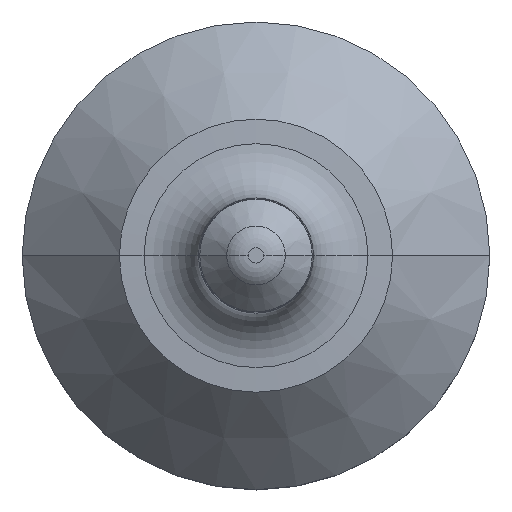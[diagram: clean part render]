
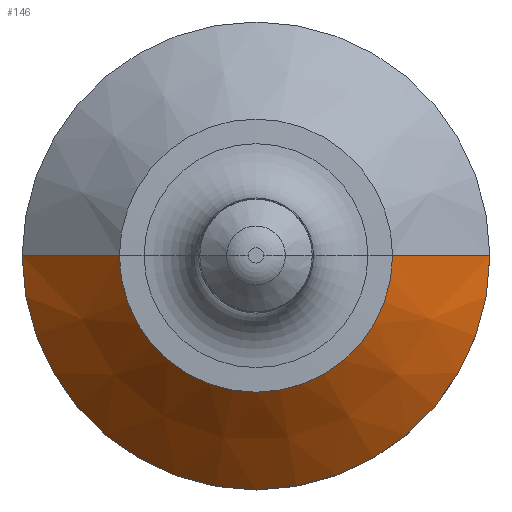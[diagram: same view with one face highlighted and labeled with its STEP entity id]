
A CAD part, top view. The second image highlights one B-rep face of the part: STEP entity #146.
In plain terms, the highlighted conical face has half-angle 44.999 degrees and reference radius 1.782 mm.
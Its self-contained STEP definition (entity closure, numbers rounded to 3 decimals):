
#9 = EDGE_CURVE ( 'NONE', #173, #86, #366, .T. ) ;
#84 = VERTEX_POINT ( 'NONE', #388 ) ;
#86 = VERTEX_POINT ( 'NONE', #231 ) ;
#97 = ORIENTED_EDGE ( 'NONE', *, *, #99, .F. ) ;
#98 = ORIENTED_EDGE ( 'NONE', *, *, #9, .T. ) ;
#99 = EDGE_CURVE ( 'NONE', #138, #84, #650, .T. ) ;
#138 = VERTEX_POINT ( 'NONE', #575 ) ;
#146 = ADVANCED_FACE ( 'NONE', ( #518 ), #516, .T. ) ;
#147 = ORIENTED_EDGE ( 'NONE', *, *, #172, .T. ) ;
#171 = EDGE_CURVE ( 'NONE', #173, #138, #670, .T. ) ;
#172 = EDGE_CURVE ( 'NONE', #86, #84, #750, .T. ) ;
#173 = VERTEX_POINT ( 'NONE', #669 ) ;
#179 = EDGE_LOOP ( 'NONE', ( #183, #98, #147, #97 ) ) ;
#183 = ORIENTED_EDGE ( 'NONE', *, *, #171, .F. ) ;
#231 = CARTESIAN_POINT ( 'NONE',  ( -1.781, 0., 33.401 ) ) ;
#299 = DIRECTION ( 'NONE',  ( -1., 0., 0. ) ) ;
#300 = DIRECTION ( 'NONE',  ( 0., 0., -1. ) ) ;
#301 = CARTESIAN_POINT ( 'NONE',  ( 0., 0., 33.401 ) ) ;
#366 = CIRCLE ( 'NONE', #456, 1.781 ) ;
#388 = CARTESIAN_POINT ( 'NONE',  ( -3.051, 0., 32.132 ) ) ;
#456 = AXIS2_PLACEMENT_3D ( 'NONE', #301, #300, #299 ) ;
#488 = DIRECTION ( 'NONE',  ( -1., 0., 0. ) ) ;
#489 = DIRECTION ( 'NONE',  ( 0., 0., -1. ) ) ;
#516 = CONICAL_SURFACE ( 'NONE', #519, 1.781, 0.785 ) ;
#518 = FACE_OUTER_BOUND ( 'NONE', #179, .T. ) ;
#519 = AXIS2_PLACEMENT_3D ( 'NONE', #633, #634, #628 ) ;
#532 = CARTESIAN_POINT ( 'NONE',  ( 0., 0., 32.132 ) ) ;
#575 = CARTESIAN_POINT ( 'NONE',  ( 3.051, 0., 32.132 ) ) ;
#627 = AXIS2_PLACEMENT_3D ( 'NONE', #532, #489, #488 ) ;
#628 = DIRECTION ( 'NONE',  ( -1., 0., 0. ) ) ;
#633 = CARTESIAN_POINT ( 'NONE',  ( 0., 0., 33.401 ) ) ;
#634 = DIRECTION ( 'NONE',  ( 0., 0., -1. ) ) ;
#650 = CIRCLE ( 'NONE', #627, 3.051 ) ;
#669 = CARTESIAN_POINT ( 'NONE',  ( 1.781, 0., 33.401 ) ) ;
#670 = LINE ( 'NONE', #688, #687 ) ;
#686 = DIRECTION ( 'NONE',  ( 0.707, 0., -0.707 ) ) ;
#687 = VECTOR ( 'NONE', #686, 1000. ) ;
#688 = CARTESIAN_POINT ( 'NONE',  ( 1.781, 0., 33.401 ) ) ;
#747 = DIRECTION ( 'NONE',  ( -0.707, 0., -0.707 ) ) ;
#748 = VECTOR ( 'NONE', #747, 1000. ) ;
#749 = CARTESIAN_POINT ( 'NONE',  ( -1.781, 0., 33.401 ) ) ;
#750 = LINE ( 'NONE', #749, #748 ) ;
